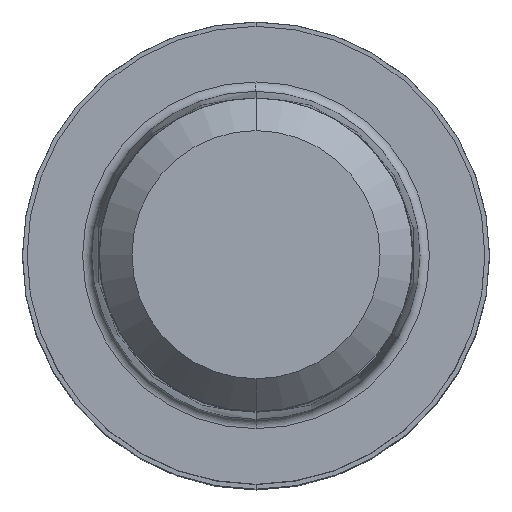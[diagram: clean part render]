
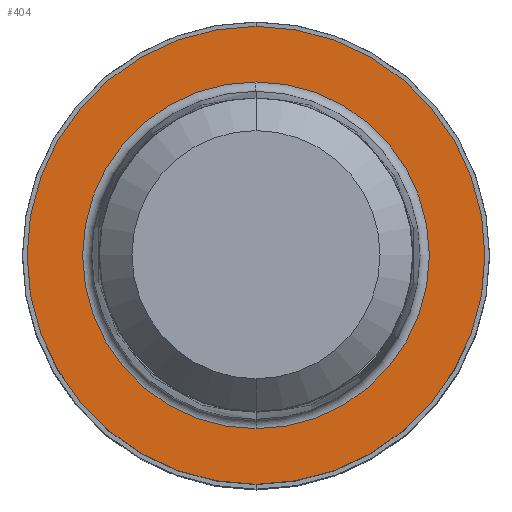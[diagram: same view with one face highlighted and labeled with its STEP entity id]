
A CAD part, top view. The second image highlights one B-rep face of the part: STEP entity #404.
In plain terms, the highlighted planar face has unit normal (0, 0, 1).
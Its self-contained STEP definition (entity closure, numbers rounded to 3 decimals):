
#178=VERTEX_POINT('',#467);
#196=EDGE_CURVE('',#292,#326,#487,.T.);
#260=EDGE_CURVE('',#178,#394,#557,.T.);
#290=EDGE_CURVE('',#326,#292,#593,.T.);
#292=VERTEX_POINT('',#595);
#326=VERTEX_POINT('',#635);
#332=EDGE_CURVE('',#394,#178,#643,.T.);
#394=VERTEX_POINT('',#716);
#404=ADVANCED_FACE('',(#728,#729),#730,.T.);
#467=CARTESIAN_POINT('',(0.0,9.8,0.01));
#487=CIRCLE('',#814,7.42);
#557=CIRCLE('',#914,9.8);
#593=CIRCLE('',#958,7.42);
#595=CARTESIAN_POINT('',(0.,-7.42,0.01));
#635=CARTESIAN_POINT('',(0.0,7.42,0.01));
#643=CIRCLE('',#1017,9.8);
#716=CARTESIAN_POINT('',(0.,-9.8,0.01));
#728=FACE_OUTER_BOUND('',#1118,.T.);
#729=FACE_BOUND('',#1119,.T.);
#730=PLANE('',#1120);
#814=AXIS2_PLACEMENT_3D('',#1188,#1189,#1190);
#914=AXIS2_PLACEMENT_3D('',#1274,#1275,#1276);
#958=AXIS2_PLACEMENT_3D('',#1338,#1339,#1340);
#1017=AXIS2_PLACEMENT_3D('',#1414,#1415,#1416);
#1118=EDGE_LOOP('',(#1536,#1537));
#1119=EDGE_LOOP('',(#1538,#1539));
#1120=AXIS2_PLACEMENT_3D('',#1540,#1541,#1542);
#1188=CARTESIAN_POINT('',(0.0,0.0,0.01));
#1189=DIRECTION('',(0.0,0.0,-1.0));
#1190=DIRECTION('',(0.0,1.0,0.0));
#1274=CARTESIAN_POINT('',(0.0,0.0,0.01));
#1275=DIRECTION('',(0.0,0.0,-1.0));
#1276=DIRECTION('',(0.0,1.0,0.0));
#1338=CARTESIAN_POINT('',(0.0,0.0,0.01));
#1339=DIRECTION('',(0.0,0.0,-1.0));
#1340=DIRECTION('',(0.0,1.0,0.0));
#1414=CARTESIAN_POINT('',(0.0,0.0,0.01));
#1415=DIRECTION('',(0.0,0.0,-1.0));
#1416=DIRECTION('',(0.0,1.0,0.0));
#1536=ORIENTED_EDGE('',*,*,#260,.F.);
#1537=ORIENTED_EDGE('',*,*,#332,.F.);
#1538=ORIENTED_EDGE('',*,*,#290,.T.);
#1539=ORIENTED_EDGE('',*,*,#196,.T.);
#1540=CARTESIAN_POINT('',(0.0,4.9,0.01));
#1541=DIRECTION('',(-0.0,0.0,1.0));
#1542=DIRECTION('',(0.0,-1.0,0.0));
